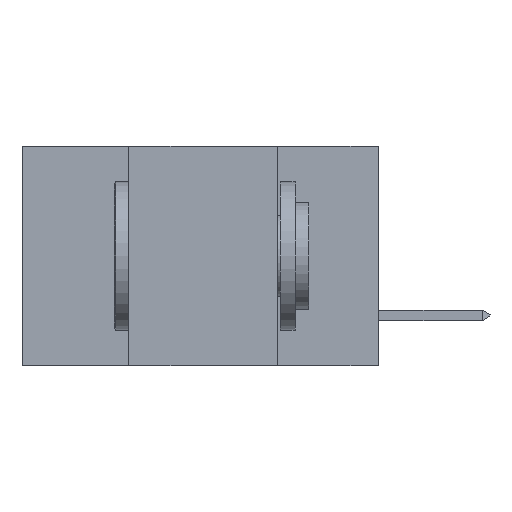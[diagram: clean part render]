
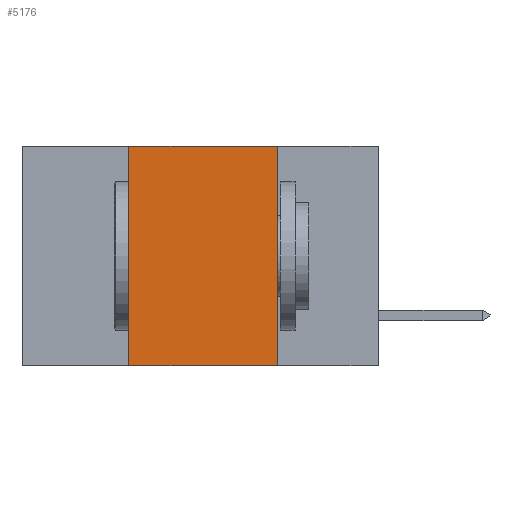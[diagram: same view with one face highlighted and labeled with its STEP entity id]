
A CAD part, left-side view. The second image highlights one B-rep face of the part: STEP entity #5176.
In plain terms, the highlighted planar face has unit normal (-1, 0, 0).
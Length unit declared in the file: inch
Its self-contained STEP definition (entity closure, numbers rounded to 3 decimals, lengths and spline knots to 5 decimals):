
#165 = DIRECTION ( 'NONE',  ( 0., 0., 1. ) ) ;
#721 = EDGE_CURVE ( 'NONE', #13446, #11546, #2108, .T. ) ;
#1115 = DIRECTION ( 'NONE',  ( 0., 0., -1. ) ) ;
#1175 = EDGE_CURVE ( 'NONE', #1303, #5212, #7297, .T. ) ;
#1303 = VERTEX_POINT ( 'NONE', #8760 ) ;
#1895 = DIRECTION ( 'NONE',  ( 0., -1., 0. ) ) ;
#2108 = LINE ( 'NONE', #11869, #10313 ) ;
#4021 = ORIENTED_EDGE ( 'NONE', *, *, #721, .F. ) ;
#4240 = CARTESIAN_POINT ( 'NONE',  ( 0., 0.6, -0.37 ) ) ;
#4862 = CARTESIAN_POINT ( 'NONE',  ( 0., 0.6, 0. ) ) ;
#5176 = ADVANCED_FACE ( 'NONE', ( #8033 ), #11412, .F. ) ;
#5212 = VERTEX_POINT ( 'NONE', #6977 ) ;
#5783 = LINE ( 'NONE', #9893, #12663 ) ;
#5981 = ORIENTED_EDGE ( 'NONE', *, *, #7681, .F. ) ;
#5992 = VECTOR ( 'NONE', #1895, 39.37008 ) ;
#6159 = EDGE_LOOP ( 'NONE', ( #5981, #4021, #6810, #7602 ) ) ;
#6810 = ORIENTED_EDGE ( 'NONE', *, *, #9612, .F. ) ;
#6977 = CARTESIAN_POINT ( 'NONE',  ( 0., 0.17, -0.37 ) ) ;
#7297 = LINE ( 'NONE', #4240, #5992 ) ;
#7314 = DIRECTION ( 'NONE',  ( 0., -1., 0. ) ) ;
#7602 = ORIENTED_EDGE ( 'NONE', *, *, #1175, .T. ) ;
#7681 = EDGE_CURVE ( 'NONE', #11546, #5212, #12821, .T. ) ;
#8033 = FACE_OUTER_BOUND ( 'NONE', #6159, .T. ) ;
#8506 = CARTESIAN_POINT ( 'NONE',  ( 0., 0.42, 0. ) ) ;
#8760 = CARTESIAN_POINT ( 'NONE',  ( 0., 0.42, -0.37 ) ) ;
#9040 = DIRECTION ( 'NONE',  ( 0., 0., -1. ) ) ;
#9110 = DIRECTION ( 'NONE',  ( 1., 0., 0. ) ) ;
#9612 = EDGE_CURVE ( 'NONE', #1303, #13446, #5783, .T. ) ;
#9893 = CARTESIAN_POINT ( 'NONE',  ( 0., 0.42, -0.37 ) ) ;
#10313 = VECTOR ( 'NONE', #7314, 39.37008 ) ;
#11390 = AXIS2_PLACEMENT_3D ( 'NONE', #4862, #9110, #9040 ) ;
#11412 = PLANE ( 'NONE',  #11390 ) ;
#11546 = VERTEX_POINT ( 'NONE', #13420 ) ;
#11869 = CARTESIAN_POINT ( 'NONE',  ( 0., 0.6, 0. ) ) ;
#11925 = CARTESIAN_POINT ( 'NONE',  ( 0., 0.17, -0.37 ) ) ;
#12663 = VECTOR ( 'NONE', #165, 39.37008 ) ;
#12677 = VECTOR ( 'NONE', #1115, 39.37008 ) ;
#12821 = LINE ( 'NONE', #11925, #12677 ) ;
#13420 = CARTESIAN_POINT ( 'NONE',  ( 0., 0.17, 0. ) ) ;
#13446 = VERTEX_POINT ( 'NONE', #8506 ) ;
